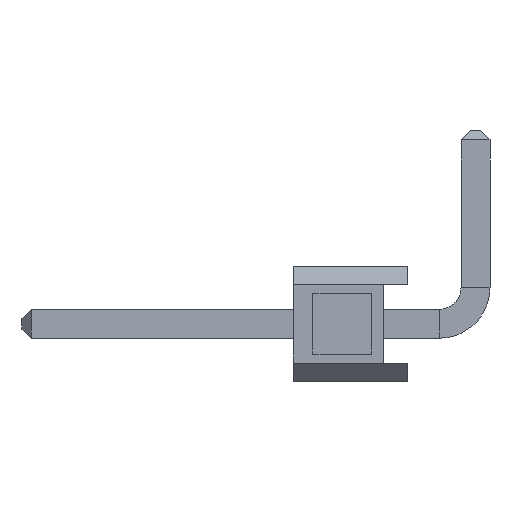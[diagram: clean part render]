
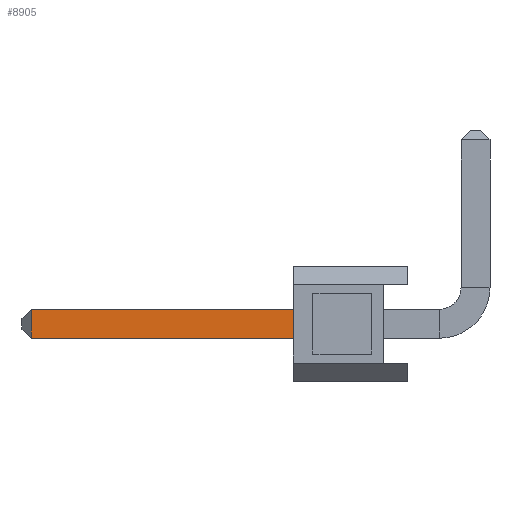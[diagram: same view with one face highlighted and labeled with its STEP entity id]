
A CAD part, left-side view. The second image highlights one B-rep face of the part: STEP entity #8905.
In plain terms, the highlighted planar face has unit normal (-1, 0, 0).
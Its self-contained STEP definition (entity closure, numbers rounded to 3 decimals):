
#9 = CARTESIAN_POINT ( 'NONE',  ( -0.32, 2.54, 0. ) ) ;
#104 = VECTOR ( 'NONE', #1235, 1000. ) ;
#592 = DIRECTION ( 'NONE',  ( 0., 1., 0. ) ) ;
#627 = DIRECTION ( 'NONE',  ( 0., 0., 1. ) ) ;
#1116 = AXIS2_PLACEMENT_3D ( 'NONE', #4526, #4448, #627 ) ;
#1235 = DIRECTION ( 'NONE',  ( 0., 1., 0. ) ) ;
#1893 = ORIENTED_EDGE ( 'NONE', *, *, #11921, .F. ) ;
#1914 = VERTEX_POINT ( 'NONE', #5753 ) ;
#2166 = DIRECTION ( 'NONE',  ( 0., 0., -1. ) ) ;
#2230 = LINE ( 'NONE', #9, #9680 ) ;
#2935 = ORIENTED_EDGE ( 'NONE', *, *, #3053, .T. ) ;
#3053 = EDGE_CURVE ( 'NONE', #8456, #12545, #10149, .T. ) ;
#3153 = VERTEX_POINT ( 'NONE', #5091 ) ;
#3387 = ORIENTED_EDGE ( 'NONE', *, *, #4270, .F. ) ;
#3585 = LINE ( 'NONE', #11847, #104 ) ;
#3896 = CARTESIAN_POINT ( 'NONE',  ( -0.32, 8.34, -0.32 ) ) ;
#4254 = FACE_OUTER_BOUND ( 'NONE', #10519, .T. ) ;
#4270 = EDGE_CURVE ( 'NONE', #3153, #12545, #3585, .T. ) ;
#4448 = DIRECTION ( 'NONE',  ( -1., 0., 0. ) ) ;
#4526 = CARTESIAN_POINT ( 'NONE',  ( -0.32, -0.7, -0.32 ) ) ;
#5091 = CARTESIAN_POINT ( 'NONE',  ( -0.32, 2.54, -0.32 ) ) ;
#5305 = ORIENTED_EDGE ( 'NONE', *, *, #8921, .T. ) ;
#5373 = PLANE ( 'NONE',  #1116 ) ;
#5464 = VECTOR ( 'NONE', #592, 1000. ) ;
#5753 = CARTESIAN_POINT ( 'NONE',  ( -0.32, 2.54, 0.32 ) ) ;
#6670 = CARTESIAN_POINT ( 'NONE',  ( -0.32, 8.34, -0.32 ) ) ;
#8456 = VERTEX_POINT ( 'NONE', #11993 ) ;
#8486 = CARTESIAN_POINT ( 'NONE',  ( -0.32, -0.7, 0.32 ) ) ;
#8504 = LINE ( 'NONE', #8486, #5464 ) ;
#8905 = ADVANCED_FACE ( 'NONE', ( #4254 ), #5373, .T. ) ;
#8921 = EDGE_CURVE ( 'NONE', #1914, #8456, #8504, .T. ) ;
#9641 = DIRECTION ( 'NONE',  ( 0., 0., -1. ) ) ;
#9680 = VECTOR ( 'NONE', #2166, 1000. ) ;
#10149 = LINE ( 'NONE', #6670, #12275 ) ;
#10519 = EDGE_LOOP ( 'NONE', ( #5305, #2935, #3387, #1893 ) ) ;
#11847 = CARTESIAN_POINT ( 'NONE',  ( -0.32, -0.7, -0.32 ) ) ;
#11921 = EDGE_CURVE ( 'NONE', #1914, #3153, #2230, .T. ) ;
#11993 = CARTESIAN_POINT ( 'NONE',  ( -0.32, 8.34, 0.32 ) ) ;
#12275 = VECTOR ( 'NONE', #9641, 1000. ) ;
#12545 = VERTEX_POINT ( 'NONE', #3896 ) ;
